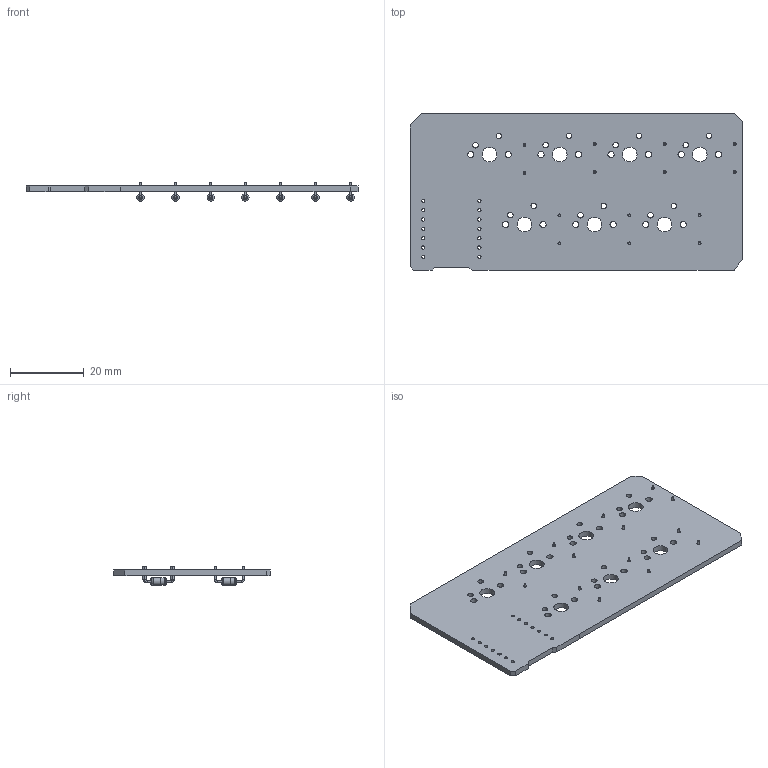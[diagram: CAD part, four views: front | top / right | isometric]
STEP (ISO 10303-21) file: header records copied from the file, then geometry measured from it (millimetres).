
FILE_DESCRIPTION(('KiCad electronic assembly'),'2;1');
FILE_NAME('Hackpad v6.step','2025-02-14T22:43:38',('Pcbnew'),('Kicad'), 'Open CASCADE STEP processor 7.8','KiCad to STEP converter','Unknown' );
FILE_SCHEMA(('AUTOMOTIVE_DESIGN { 1 0 10303 214 1 1 1 1 }'));
Length unit declared in the file: millimetre
Products named in the file (4): Hackpad v6 1; Diode_DO-35; D_DO-35_SOD27_P7.62mm_Horizontal; Hackpad_PCB
Assembly tree (9 placements, depth 3):
  Hackpad v6 1
    Diode_DO-35  x7
      D_DO-35_SOD27_P7.62mm_Horizontal
    Hackpad_PCB
Bounding box: 90.3 x 42.65 x 5.01 mm (x, y, z)
Volume: 5978.8 mm3; surface area: 8618.2 mm2
Topology: 15 solids, 15 shells, 190 faces, 396 edges, 250 vertices
Faces by surface type: cylinder 105, plane 57, torus 28
Full cylindrical faces by diameter (mm): 0.5 x21, 0.8 x14, 0.889 x14, 1.5 x14, 1.7 x14, 2 x14, 2.02 x7, 4 x7
Entity records: 3497 total; most frequent: DIRECTION 604, CARTESIAN_POINT 522, ORIENTED_EDGE 504, EDGE_CURVE 252, AXIS2_PLACEMENT_3D 248, FACE_BOUND 222, EDGE_LOOP 222, VERTEX_POINT 166
